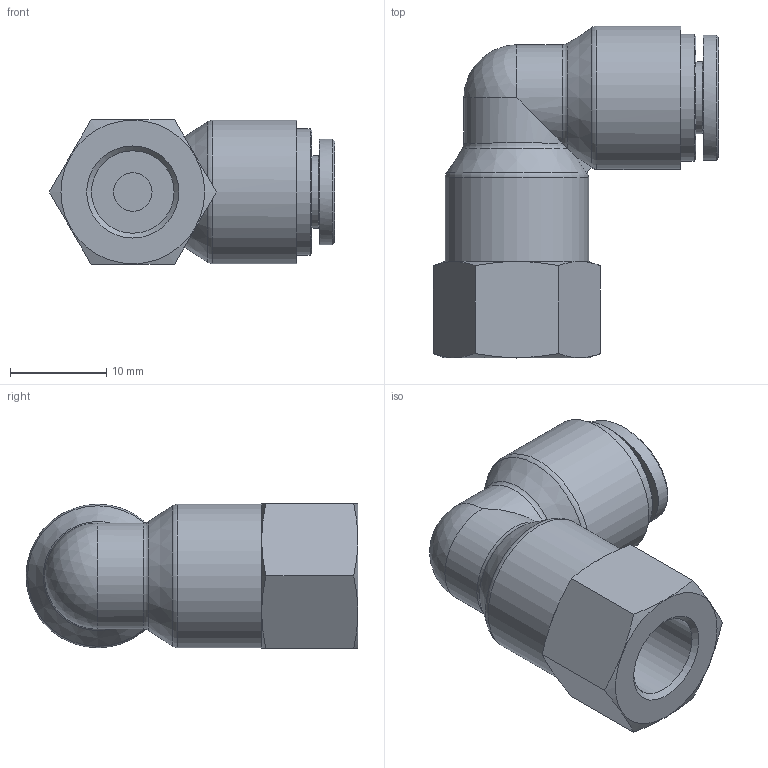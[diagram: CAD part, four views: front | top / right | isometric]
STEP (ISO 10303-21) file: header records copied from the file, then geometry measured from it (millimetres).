
FILE_DESCRIPTION((''),'2;1');
FILE_NAME('HR-PLF 06G01.stp','2020-03-19T10:22:18',('user'),(''),'Autodesk Inventor 2013','Autodesk Inventor 2013','');
FILE_SCHEMA(('AUTOMOTIVE_DESIGN { 1 0 10303 214 1 1 1 1 }'));
Length unit declared in the file: millimetre
Products named in the file (6): 조립품3; HR-PUL 06 BODY; HR-COLLAR 06; HR-Collar 06L(SUS); HR-SLEEVE 06; HR-PLF BODY 06G01
Assembly tree (5 placements, depth 3):
  조립품3
    HR-PUL 06 BODY
    HR-COLLAR 06
      HR-Collar 06L(SUS)
      HR-SLEEVE 06
    HR-PLF BODY 06G01
Bounding box: 29.61 x 34.45 x 15 mm (x, y, z)
Volume: 5847.6 mm3; surface area: 3951 mm2
Topology: 4 solids, 4 shells, 147 faces, 366 edges, 241 vertices
Faces by surface type: plane 78, bspline 44, cylinder 11, cone 9, torus 4, sphere 1
Full cylindrical faces by diameter (mm): 4 x1, 6.198 x1, 6.2 x2, 7.5 x1, 8.566 x1, 13.15 x1, 14.9 x2
Entity records: 4701 total; most frequent: CARTESIAN_POINT 1452, ORIENTED_EDGE 686, DIRECTION 502, EDGE_CURVE 343, VERTEX_POINT 237, VECTOR 188, LINE 188, EDGE_LOOP 186
